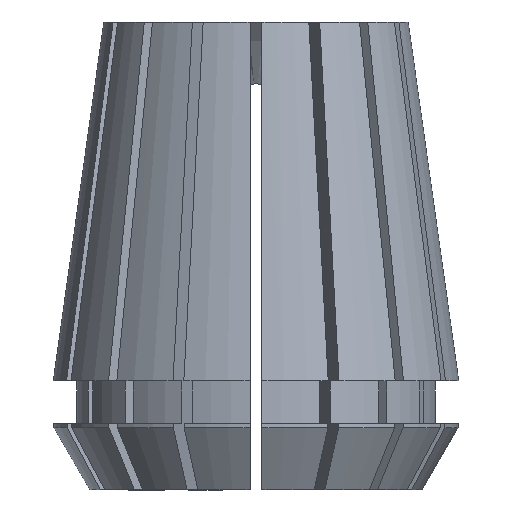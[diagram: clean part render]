
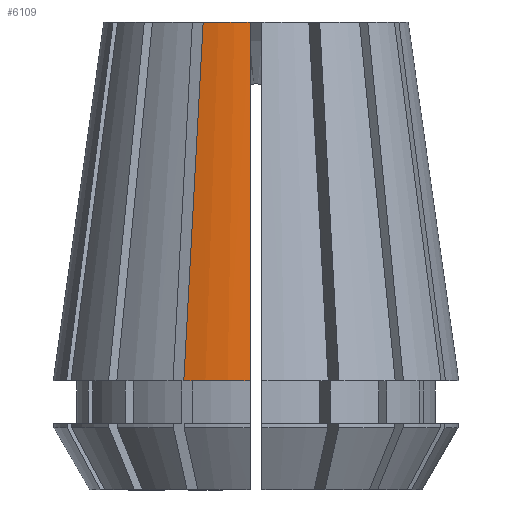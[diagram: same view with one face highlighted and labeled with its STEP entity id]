
A CAD part, left-side view. The second image highlights one B-rep face of the part: STEP entity #6109.
In plain terms, the highlighted conical face has half-angle 8 degrees and reference radius 25.998 mm.
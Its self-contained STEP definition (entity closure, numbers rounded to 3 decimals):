
#121 = VERTEX_POINT ( 'NONE', #4249 ) ;
#370 = CARTESIAN_POINT ( 'NONE',  ( 0., 0., -46. ) ) ;
#762 = VERTEX_POINT ( 'NONE', #5979 ) ;
#872 = CARTESIAN_POINT ( 'NONE',  ( -19.519, 0.75, 0. ) ) ;
#915 = EDGE_LOOP ( 'NONE', ( #2283, #4613, #3787, #5146 ) ) ;
#1107 = CARTESIAN_POINT ( 'NONE',  ( -24.296, 9.252, -46. ) ) ;
#1551 = CARTESIAN_POINT ( 'NONE',  ( -22.304, 8.427, -30.667 ) ) ;
#1758 = DIRECTION ( 'NONE',  ( 0., 0., 1. ) ) ;
#2150 = CARTESIAN_POINT ( 'NONE',  ( -20.312, 7.602, -15.333 ) ) ;
#2283 = ORIENTED_EDGE ( 'NONE', *, *, #2789, .F. ) ;
#2338 = CARTESIAN_POINT ( 'NONE',  ( -25.987, 0.75, -46. ) ) ;
#2548 = FACE_OUTER_BOUND ( 'NONE', #915, .T. ) ;
#2645 = AXIS2_PLACEMENT_3D ( 'NONE', #370, #3986, #5444 ) ;
#2664 = B_SPLINE_CURVE_WITH_KNOTS ( 'NONE', 3,
 ( #1107, #1551, #2150, #6730 ),
 .UNSPECIFIED., .F., .F.,
 ( 4, 4 ),
 ( 0., 0.046 ),
 .UNSPECIFIED. ) ;
#2695 = VERTEX_POINT ( 'NONE', #4733 ) ;
#2789 = EDGE_CURVE ( 'NONE', #2695, #4482, #2664, .T. ) ;
#3182 = CARTESIAN_POINT ( 'NONE',  ( 0., 0., 0. ) ) ;
#3464 = CARTESIAN_POINT ( 'NONE',  ( 0., 0., -46. ) ) ;
#3479 = CARTESIAN_POINT ( 'NONE',  ( -21.675, 0.75, -15.333 ) ) ;
#3587 = AXIS2_PLACEMENT_3D ( 'NONE', #3182, #1758, #5380 ) ;
#3787 = ORIENTED_EDGE ( 'NONE', *, *, #4745, .T. ) ;
#3901 = CARTESIAN_POINT ( 'NONE',  ( -23.831, 0.75, -30.667 ) ) ;
#3986 = DIRECTION ( 'NONE',  ( 0., 0., 1. ) ) ;
#4157 = CIRCLE ( 'NONE', #2645, 25.998 ) ;
#4249 = CARTESIAN_POINT ( 'NONE',  ( -19.519, 0.75, 0. ) ) ;
#4471 = DIRECTION ( 'NONE',  ( 0., 0., -1. ) ) ;
#4482 = VERTEX_POINT ( 'NONE', #5668 ) ;
#4488 = CIRCLE ( 'NONE', #3587, 19.533 ) ;
#4613 = ORIENTED_EDGE ( 'NONE', *, *, #4828, .T. ) ;
#4640 = EDGE_CURVE ( 'NONE', #4482, #121, #4488, .T. ) ;
#4733 = CARTESIAN_POINT ( 'NONE',  ( -24.296, 9.252, -46. ) ) ;
#4745 = EDGE_CURVE ( 'NONE', #762, #121, #6005, .T. ) ;
#4828 = EDGE_CURVE ( 'NONE', #2695, #762, #4157, .T. ) ;
#5146 = ORIENTED_EDGE ( 'NONE', *, *, #4640, .F. ) ;
#5380 = DIRECTION ( 'NONE',  ( 1., 0., 0. ) ) ;
#5415 = AXIS2_PLACEMENT_3D ( 'NONE', #3464, #4471, #6549 ) ;
#5444 = DIRECTION ( 'NONE',  ( 1., 0., 0. ) ) ;
#5668 = CARTESIAN_POINT ( 'NONE',  ( -18.32, 6.777, 0. ) ) ;
#5979 = CARTESIAN_POINT ( 'NONE',  ( -25.987, 0.75, -46. ) ) ;
#6005 = B_SPLINE_CURVE_WITH_KNOTS ( 'NONE', 3,
 ( #2338, #3901, #3479, #872 ),
 .UNSPECIFIED., .F., .F.,
 ( 4, 4 ),
 ( 0.038, 0.084 ),
 .UNSPECIFIED. ) ;
#6109 = ADVANCED_FACE ( 'NONE', ( #2548 ), #6519, .T. ) ;
#6519 = CONICAL_SURFACE ( 'NONE', #5415, 25.998, 0.14 ) ;
#6549 = DIRECTION ( 'NONE',  ( -1., 0., 0. ) ) ;
#6730 = CARTESIAN_POINT ( 'NONE',  ( -18.32, 6.777, 0. ) ) ;
